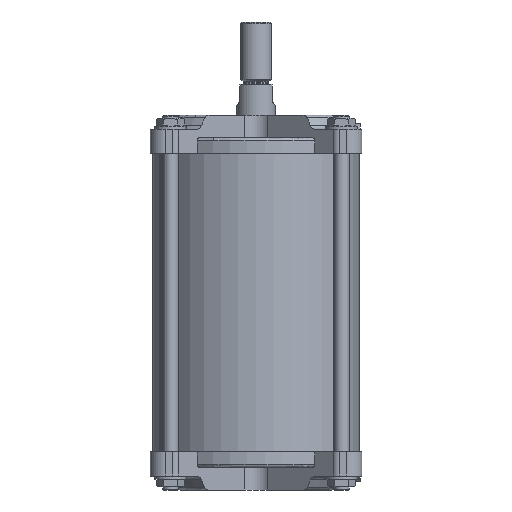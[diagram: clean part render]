
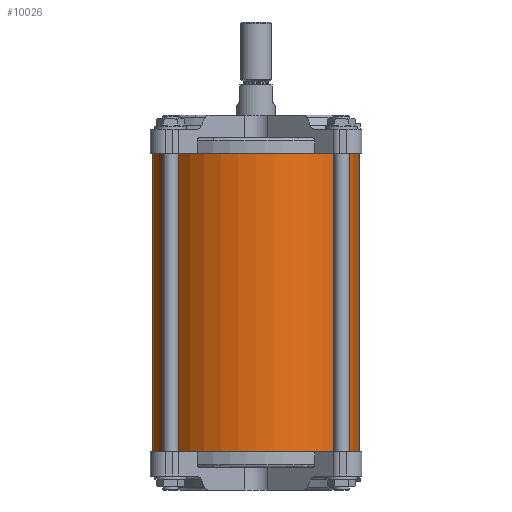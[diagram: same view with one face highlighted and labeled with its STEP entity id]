
A CAD part, front view. The second image highlights one B-rep face of the part: STEP entity #10026.
In plain terms, the highlighted cylindrical face has radius 66.5 mm (diameter 133 mm), a full revolution.
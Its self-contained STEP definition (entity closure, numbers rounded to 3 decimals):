
#172=CYLINDRICAL_SURFACE('',#10904,66.5);
#1639=CIRCLE('',#10882,66.5);
#1640=CIRCLE('',#10884,66.5);
#3245=ORIENTED_EDGE('',*,*,#6116,.F.);
#3246=ORIENTED_EDGE('',*,*,#6117,.T.);
#6116=EDGE_CURVE('',#7491,#7491,#1639,.T.);
#6117=EDGE_CURVE('',#7492,#7492,#1640,.T.);
#7491=VERTEX_POINT('',#17900);
#7492=VERTEX_POINT('',#17903);
#8470=EDGE_LOOP('',(#3245));
#8471=EDGE_LOOP('',(#3246));
#9176=FACE_BOUND('',#8470,.T.);
#9177=FACE_BOUND('',#8471,.T.);
#10026=ADVANCED_FACE('',(#9176,#9177),#172,.T.);
#10882=AXIS2_PLACEMENT_3D('',#17899,#12776,#12777);
#10884=AXIS2_PLACEMENT_3D('',#17902,#12780,#12781);
#10904=AXIS2_PLACEMENT_3D('',#17956,#12831,#12832);
#12776=DIRECTION('',(0.,0.,-1.));
#12777=DIRECTION('',(-1.,0.,0.));
#12780=DIRECTION('',(0.,0.,-1.));
#12781=DIRECTION('',(-1.,0.,0.));
#12831=DIRECTION('',(0.,0.,-1.));
#12832=DIRECTION('',(-1.,0.,0.));
#17899=CARTESIAN_POINT('',(0.,0.,-192.));
#17900=CARTESIAN_POINT('',(-66.5,0.,-192.));
#17902=CARTESIAN_POINT('',(0.,0.,0.));
#17903=CARTESIAN_POINT('',(-66.5,0.,0.));
#17956=CARTESIAN_POINT('',(0.,0.,-191.));
